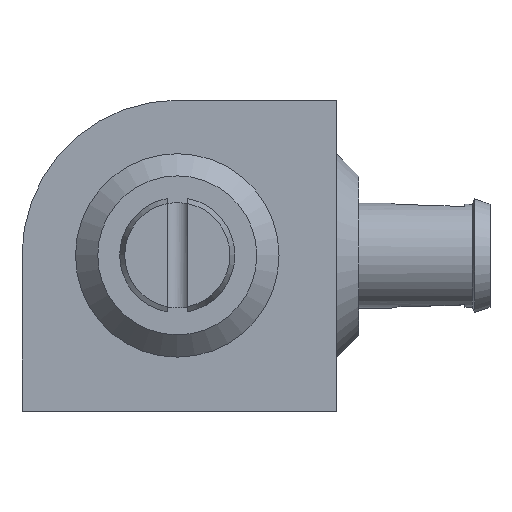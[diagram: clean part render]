
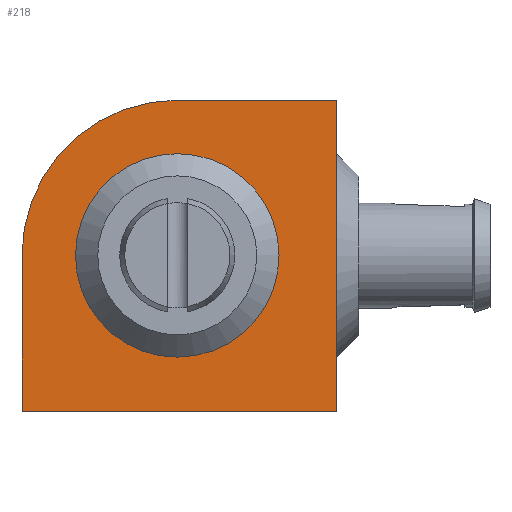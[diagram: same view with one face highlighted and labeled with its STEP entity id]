
A CAD part, top view. The second image highlights one B-rep face of the part: STEP entity #218.
In plain terms, the highlighted planar face has unit normal (0, 0, 1).
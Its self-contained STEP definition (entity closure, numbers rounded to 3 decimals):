
#101=CARTESIAN_POINT('',(6.35,6.2,0.0));
#102=VERTEX_POINT('',#101);
#111=CARTESIAN_POINT('',(6.35,-6.225,0.0));
#112=VERTEX_POINT('',#111);
#113=CARTESIAN_POINT('',(6.35,6.2,0.0));
#114=DIRECTION('',(0.0,-1.0,0.0));
#115=VECTOR('',#114,12.425);
#116=LINE('',#113,#115);
#117=EDGE_CURVE('',#102,#112,#116,.T.);
#164=CARTESIAN_POINT('',(0.,4.064,0.0));
#165=VERTEX_POINT('',#164);
#166=CARTESIAN_POINT('',(0.0,0.0,0.0));
#167=DIRECTION('',(0.0,0.0,1.0));
#168=DIRECTION('',(0.0,-1.0,0.0));
#169=AXIS2_PLACEMENT_3D('',#166,#167,#168);
#170=CIRCLE('',#169,4.064);
#171=EDGE_CURVE('',#165,#165,#170,.T.);
#176=CARTESIAN_POINT('',(0.503,-0.437,0.0));
#177=DIRECTION('',(0.0,0.0,1.0));
#178=DIRECTION('',(1.0,0.0,0.0));
#179=AXIS2_PLACEMENT_3D('',#176,#177,#178);
#180=PLANE('',#179);
#181=CARTESIAN_POINT('',(0.,6.2,0.0));
#182=VERTEX_POINT('',#181);
#183=CARTESIAN_POINT('',(0.,6.2,0.0));
#184=DIRECTION('',(1.0,0.0,0.0));
#185=VECTOR('',#184,6.35);
#186=LINE('',#183,#185);
#187=EDGE_CURVE('',#182,#102,#186,.T.);
#188=ORIENTED_EDGE('',*,*,#187,.F.);
#189=CARTESIAN_POINT('',(-6.2,0.,0.0));
#190=VERTEX_POINT('',#189);
#191=CARTESIAN_POINT('',(0.,0.,0.0));
#192=DIRECTION('',(0.0,0.0,-1.0));
#193=DIRECTION('',(-1.0,0.0,0.0));
#194=AXIS2_PLACEMENT_3D('',#191,#192,#193);
#195=CIRCLE('',#194,6.2);
#196=EDGE_CURVE('',#190,#182,#195,.T.);
#197=ORIENTED_EDGE('',*,*,#196,.F.);
#198=CARTESIAN_POINT('',(-6.2,-6.225,0.0));
#199=VERTEX_POINT('',#198);
#200=CARTESIAN_POINT('',(-6.2,-6.225,0.0));
#201=DIRECTION('',(0.0,1.0,0.0));
#202=VECTOR('',#201,6.225);
#203=LINE('',#200,#202);
#204=EDGE_CURVE('',#199,#190,#203,.T.);
#205=ORIENTED_EDGE('',*,*,#204,.F.);
#206=CARTESIAN_POINT('',(6.35,-6.225,0.0));
#207=DIRECTION('',(-1.0,0.0,0.0));
#208=VECTOR('',#207,12.55);
#209=LINE('',#206,#208);
#210=EDGE_CURVE('',#112,#199,#209,.T.);
#211=ORIENTED_EDGE('',*,*,#210,.F.);
#212=ORIENTED_EDGE('',*,*,#117,.F.);
#213=EDGE_LOOP('',(#188,#197,#205,#211,#212));
#214=FACE_OUTER_BOUND('',#213,.T.);
#215=ORIENTED_EDGE('',*,*,#171,.F.);
#216=EDGE_LOOP('',(#215));
#217=FACE_BOUND('',#216,.T.);
#218=ADVANCED_FACE('',(#214,#217),#180,.T.);
